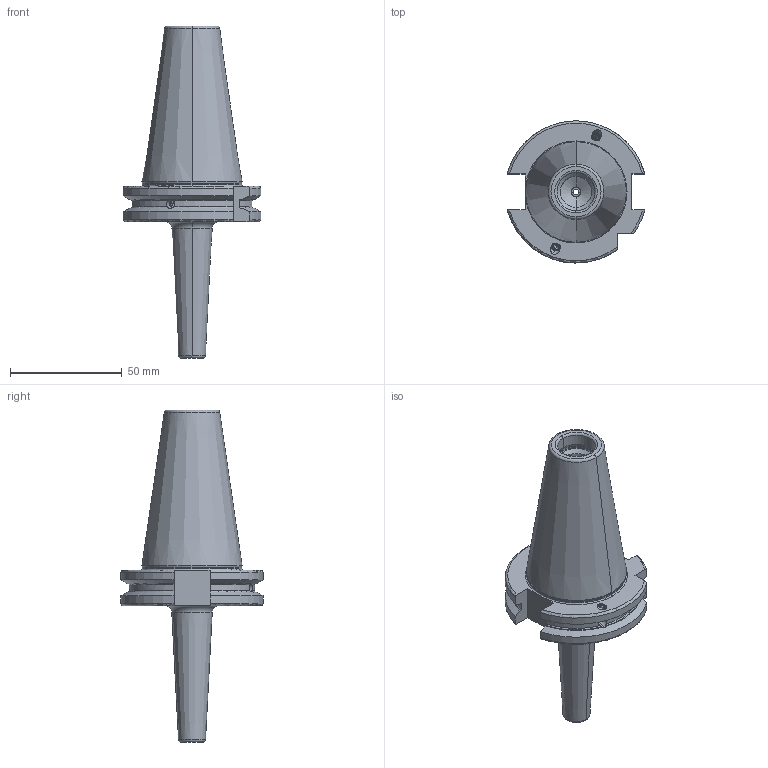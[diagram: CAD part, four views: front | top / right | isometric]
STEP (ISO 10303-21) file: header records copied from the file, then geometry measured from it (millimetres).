
FILE_DESCRIPTION((''),'2;1');
FILE_NAME('403_72_06','2020-06-10T',('104091'),(''),'CREO PARAMETRIC BY PTC INC, 2015290','CREO PARAMETRIC BY PTC INC, 2015290','');
FILE_SCHEMA(('CONFIG_CONTROL_DESIGN'));
Length unit declared in the file: millimetre
Products named in the file (1): 403_72_06
Bounding box: 61.48 x 63.54 x 148.4 mm (x, y, z)
Volume: 109111.7 mm3; surface area: 24651.1 mm2
Topology: 1 solids, 1 shells, 184 faces, 460 edges, 291 vertices
Faces by surface type: plane 57, cylinder 47, cone 46, torus 34
Entity records: 6071 total; most frequent: CARTESIAN_POINT 1669, DIRECTION 926, ORIENTED_EDGE 904, EDGE_CURVE 452, AXIS2_PLACEMENT_3D 366, VERTEX_POINT 279, EDGE_LOOP 199, VECTOR 194
